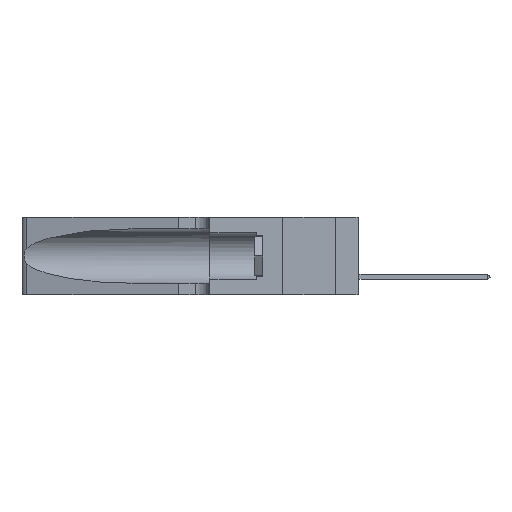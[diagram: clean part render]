
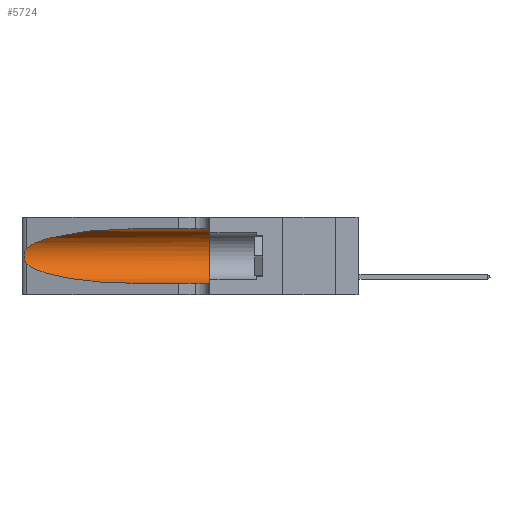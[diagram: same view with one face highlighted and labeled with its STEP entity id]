
A CAD part, left-side view. The second image highlights one B-rep face of the part: STEP entity #5724.
In plain terms, the highlighted cylindrical face has radius 3.308 mm (diameter 6.617 mm), a partial arc.
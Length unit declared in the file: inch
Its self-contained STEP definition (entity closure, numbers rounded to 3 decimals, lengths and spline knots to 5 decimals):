
#1045 = EDGE_CURVE ( 'NONE', #42625, #32709, #18881, .T. ) ;
#1660 = CARTESIAN_POINT ( 'NONE',  ( 0.25487, 1.22718, 0.14631 ) ) ;
#1812 = CARTESIAN_POINT ( 'NONE',  ( 0.25789, 1.23486, 0.15765 ) ) ;
#2049 = VERTEX_POINT ( 'NONE', #24991 ) ;
#2498 = LINE ( 'NONE', #29470, #33102 ) ;
#2955 =( BOUNDED_CURVE ( )  B_SPLINE_CURVE ( 3, ( #25465, #35487, #11760, #21850 ),
 .UNSPECIFIED., .F., .F. ) 
 B_SPLINE_CURVE_WITH_KNOTS ( ( 4, 4 ),
 ( 3.44316, 4.71239 ),
 .UNSPECIFIED. ) 
 CURVE ( )  GEOMETRIC_REPRESENTATION_ITEM ( )  RATIONAL_B_SPLINE_CURVE ( ( 1., 0.87, 0.87, 1. ) ) 
 REPRESENTATION_ITEM ( '' )  );
#3061 = LINE ( 'NONE', #40301, #11082 ) ;
#3867 = CIRCLE ( 'NONE', #21968, 0.13025 ) ;
#4035 = EDGE_CURVE ( 'NONE', #4706, #15208, #2955, .T. ) ;
#4294 = DIRECTION ( 'NONE',  ( 0., 0., -1. ) ) ;
#4706 = VERTEX_POINT ( 'NONE', #26447 ) ;
#5672 = B_SPLINE_CURVE_WITH_KNOTS ( 'NONE', 3,
 ( #35994, #32855, #15283, #22532, #19039, #25523, #32406, #39293, #18730, #12276, #1812, #43017, #29580, #1660 ),
 .UNSPECIFIED., .F., .F.,
 ( 4, 2, 2, 2, 2, 2, 4 ),
 ( 0., 0.00027, 0.00053, 0.00107, 0.0016, 0.00187, 0.00214 ),
 .UNSPECIFIED. ) ;
#5724 = ADVANCED_FACE ( 'NONE', ( #24684 ), #13376, .F. ) ;
#6590 = CARTESIAN_POINT ( 'NONE',  ( 0.25487, 1.22718, 0.22369 ) ) ;
#7206 = CARTESIAN_POINT ( 'NONE',  ( 0.1305, 0.72297, 0.31525 ) ) ;
#7355 = VERTEX_POINT ( 'NONE', #21644 ) ;
#8595 = CARTESIAN_POINT ( 'NONE',  ( 0.1305, 0.35, 0.185 ) ) ;
#8747 = ORIENTED_EDGE ( 'NONE', *, *, #4035, .T. ) ;
#11082 = VECTOR ( 'NONE', #19617, 39.37008 ) ;
#11760 = CARTESIAN_POINT ( 'NONE',  ( 0.18966, 0.96281, 0.05475 ) ) ;
#12276 = CARTESIAN_POINT ( 'NONE',  ( 0.25856, 1.23593, 0.16098 ) ) ;
#13267 = EDGE_CURVE ( 'NONE', #15208, #7355, #3061, .T. ) ;
#13376 = CYLINDRICAL_SURFACE ( 'NONE', #17921, 0.13025 ) ;
#15208 = VERTEX_POINT ( 'NONE', #36553 ) ;
#15283 = CARTESIAN_POINT ( 'NONE',  ( 0.25639, 1.23184, 0.21858 ) ) ;
#16221 = EDGE_CURVE ( 'NONE', #2049, #7355, #3867, .T. ) ;
#16791 = CARTESIAN_POINT ( 'NONE',  ( 0.18966, 0.96281, 0.31525 ) ) ;
#17921 = AXIS2_PLACEMENT_3D ( 'NONE', #28008, #34731, #4294 ) ;
#18730 = CARTESIAN_POINT ( 'NONE',  ( 0.26017, 1.23833, 0.17102 ) ) ;
#18881 =( BOUNDED_CURVE ( )  B_SPLINE_CURVE ( 3, ( #23610, #16791, #44229, #6590 ),
 .UNSPECIFIED., .F., .F. ) 
 B_SPLINE_CURVE_WITH_KNOTS ( ( 4, 4 ),
 ( 1.5708, 2.84003 ),
 .UNSPECIFIED. ) 
 CURVE ( )  GEOMETRIC_REPRESENTATION_ITEM ( )  RATIONAL_B_SPLINE_CURVE ( ( 1., 0.87, 0.87, 1. ) ) 
 REPRESENTATION_ITEM ( '' )  );
#19039 = CARTESIAN_POINT ( 'NONE',  ( 0.25854, 1.2359, 0.20912 ) ) ;
#19095 = DIRECTION ( 'NONE',  ( 0., 1., 0. ) ) ;
#19617 = DIRECTION ( 'NONE',  ( 0., -1., 0. ) ) ;
#19810 = EDGE_CURVE ( 'NONE', #42625, #2049, #2498, .T. ) ;
#21644 = CARTESIAN_POINT ( 'NONE',  ( 0.1305, 0.35, 0.05475 ) ) ;
#21850 = CARTESIAN_POINT ( 'NONE',  ( 0.1305, 0.72297, 0.05475 ) ) ;
#21968 = AXIS2_PLACEMENT_3D ( 'NONE', #8595, #19095, #39502 ) ;
#22443 = CARTESIAN_POINT ( 'NONE',  ( 0.25487, 1.22718, 0.22369 ) ) ;
#22532 = CARTESIAN_POINT ( 'NONE',  ( 0.25787, 1.23484, 0.2124 ) ) ;
#22804 = ORIENTED_EDGE ( 'NONE', *, *, #16221, .F. ) ;
#23610 = CARTESIAN_POINT ( 'NONE',  ( 0.1305, 0.72297, 0.31525 ) ) ;
#24684 = FACE_OUTER_BOUND ( 'NONE', #40809, .T. ) ;
#24991 = CARTESIAN_POINT ( 'NONE',  ( 0.1305, 0.35, 0.31525 ) ) ;
#25465 = CARTESIAN_POINT ( 'NONE',  ( 0.25487, 1.22718, 0.14631 ) ) ;
#25523 = CARTESIAN_POINT ( 'NONE',  ( 0.26018, 1.23835, 0.19895 ) ) ;
#26447 = CARTESIAN_POINT ( 'NONE',  ( 0.25487, 1.22718, 0.14631 ) ) ;
#28008 = CARTESIAN_POINT ( 'NONE',  ( 0.1305, 1.61858, 0.185 ) ) ;
#29470 = CARTESIAN_POINT ( 'NONE',  ( 0.1305, 1.61858, 0.31525 ) ) ;
#29580 = CARTESIAN_POINT ( 'NONE',  ( 0.25555, 1.22993, 0.14849 ) ) ;
#31446 = EDGE_CURVE ( 'NONE', #32709, #4706, #5672, .T. ) ;
#32145 = ORIENTED_EDGE ( 'NONE', *, *, #13267, .T. ) ;
#32406 = CARTESIAN_POINT ( 'NONE',  ( 0.26075, 1.23896, 0.19203 ) ) ;
#32709 = VERTEX_POINT ( 'NONE', #22443 ) ;
#32855 = CARTESIAN_POINT ( 'NONE',  ( 0.25555, 1.22994, 0.2215 ) ) ;
#33102 = VECTOR ( 'NONE', #43364, 39.37008 ) ;
#34731 = DIRECTION ( 'NONE',  ( 0., -1., 0. ) ) ;
#35487 = CARTESIAN_POINT ( 'NONE',  ( 0.2373, 1.15595, 0.08982 ) ) ;
#35994 = CARTESIAN_POINT ( 'NONE',  ( 0.25487, 1.22718, 0.22369 ) ) ;
#36553 = CARTESIAN_POINT ( 'NONE',  ( 0.1305, 0.72297, 0.05475 ) ) ;
#39293 = CARTESIAN_POINT ( 'NONE',  ( 0.26075, 1.23896, 0.178 ) ) ;
#39502 = DIRECTION ( 'NONE',  ( 0., 0., 1. ) ) ;
#40173 = ORIENTED_EDGE ( 'NONE', *, *, #1045, .T. ) ;
#40301 = CARTESIAN_POINT ( 'NONE',  ( 0.1305, 1.61858, 0.05475 ) ) ;
#40751 = ORIENTED_EDGE ( 'NONE', *, *, #19810, .F. ) ;
#40809 = EDGE_LOOP ( 'NONE', ( #40173, #42939, #8747, #32145, #22804, #40751 ) ) ;
#42625 = VERTEX_POINT ( 'NONE', #7206 ) ;
#42939 = ORIENTED_EDGE ( 'NONE', *, *, #31446, .T. ) ;
#43017 = CARTESIAN_POINT ( 'NONE',  ( 0.25639, 1.23186, 0.15144 ) ) ;
#43364 = DIRECTION ( 'NONE',  ( 0., -1., 0. ) ) ;
#44229 = CARTESIAN_POINT ( 'NONE',  ( 0.2373, 1.15595, 0.28018 ) ) ;
